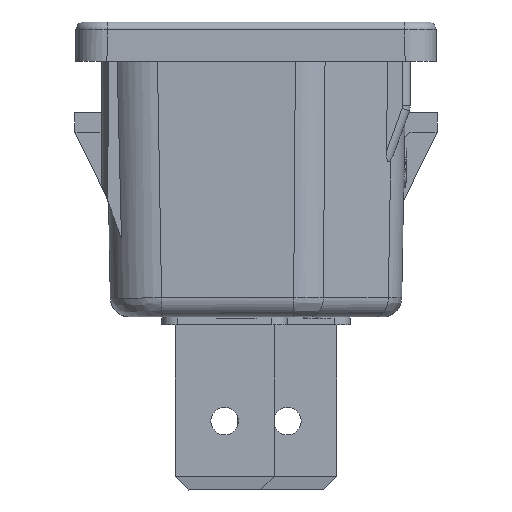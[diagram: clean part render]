
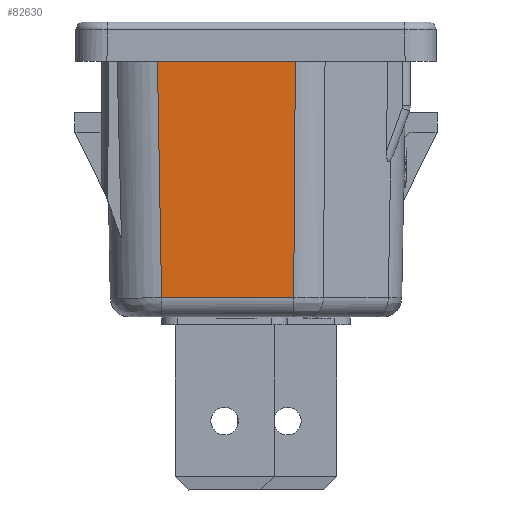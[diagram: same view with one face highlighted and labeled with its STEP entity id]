
A CAD part, left-side view. The second image highlights one B-rep face of the part: STEP entity #82630.
In plain terms, the highlighted face is planar.
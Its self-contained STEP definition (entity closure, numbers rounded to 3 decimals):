
#47200=CARTESIAN_POINT('',(-0.156,26.978,-6.281)
);
#47210=VERTEX_POINT('',#47200);
#47240=CARTESIAN_POINT('',(0.316,-0.057,
-5.809));
#47250=DIRECTION('',(0.017,-1.,
0.017));
#47260=VECTOR('',#47250,1.);
#47270=LINE('',#47240,#47260);
#47280=CARTESIAN_POINT('',(0.107,11.907,
-6.018));
#47290=VERTEX_POINT('',#47280);
#47300=EDGE_CURVE('',#47210,#47290,#47270,.T.);
#82250=CARTESIAN_POINT('',(0.111,11.709,0.));
#82260=DIRECTION('',(-1.,-0.017,-0.));
#82270=DIRECTION('',(-0.017,1.,0.));
#82280=AXIS2_PLACEMENT_3D('',#82250,#82260,#82270);
#82290=PLANE('',#82280);
#82300=CARTESIAN_POINT('',(-0.156,26.978,0.));
#82310=DIRECTION('',(0.,0.,1.));
#82320=VECTOR('',#82310,1.);
#82330=LINE('',#82300,#82320);
#82340=CARTESIAN_POINT('',(-0.156,26.978,0.6));
#82350=VERTEX_POINT('',#82340);
#82360=EDGE_CURVE('',#47210,#82350,#82330,.T.);
#82370=ORIENTED_EDGE('',*,*,#82360,.F.);
#82380=CARTESIAN_POINT('',(-0.156,26.978,0.));
#82390=DIRECTION('',(0.,0.,1.));
#82400=VECTOR('',#82390,1.);
#82410=LINE('',#82380,#82400);
#82420=CARTESIAN_POINT('',(-0.156,26.978,2.507)
);
#82430=VERTEX_POINT('',#82420);
#82440=EDGE_CURVE('',#82350,#82430,#82410,.T.);
#82450=ORIENTED_EDGE('',*,*,#82440,.F.);
#82460=CARTESIAN_POINT('',(0.316,-0.048,
2.319));
#82470=DIRECTION('',(-0.017,1.,
0.007));
#82480=VECTOR('',#82470,1.);
#82490=LINE('',#82460,#82480);
#82500=CARTESIAN_POINT('',(0.107,11.907,
2.402));
#82510=VERTEX_POINT('',#82500);
#82520=EDGE_CURVE('',#82510,#82430,#82490,.T.);
#82530=ORIENTED_EDGE('',*,*,#82520,.T.);
#82540=CARTESIAN_POINT('',(0.107,11.907,0.));
#82550=DIRECTION('',(0.,0.,1.));
#82560=VECTOR('',#82550,1.);
#82570=LINE('',#82540,#82560);
#82580=EDGE_CURVE('',#47290,#82510,#82570,.T.);
#82590=ORIENTED_EDGE('',*,*,#82580,.T.);
#82600=ORIENTED_EDGE('',*,*,#47300,.T.);
#82610=EDGE_LOOP('',(#82600,#82590,#82530,#82450,#82370));
#82620=FACE_OUTER_BOUND('',#82610,.T.);
#82630=ADVANCED_FACE('',(#82620),#82290,.T.);
